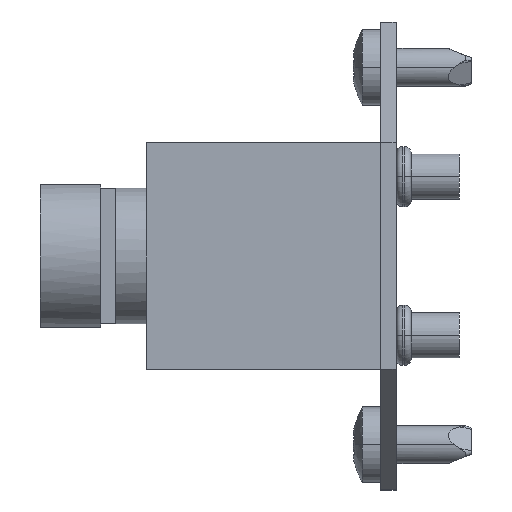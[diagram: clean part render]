
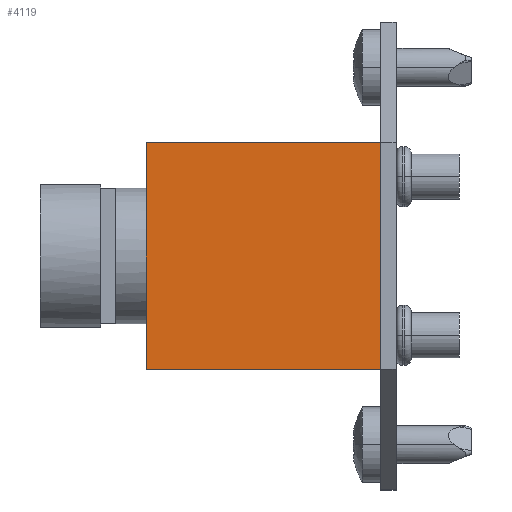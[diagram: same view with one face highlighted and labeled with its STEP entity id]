
A CAD part, left-side view. The second image highlights one B-rep face of the part: STEP entity #4119.
In plain terms, the highlighted planar face has unit normal (-1, 0, 0).
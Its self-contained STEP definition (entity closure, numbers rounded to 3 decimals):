
#49 = VECTOR ( 'NONE', #268, 1000. ) ;
#111 = LINE ( 'NONE', #4161, #2999 ) ;
#176 = CARTESIAN_POINT ( 'NONE',  ( -41.5, 31., 15. ) ) ;
#268 = DIRECTION ( 'NONE',  ( 0., 0., 1. ) ) ;
#402 = CARTESIAN_POINT ( 'NONE',  ( -41.5, 31., 15. ) ) ;
#449 = VERTEX_POINT ( 'NONE', #862 ) ;
#581 = VERTEX_POINT ( 'NONE', #2499 ) ;
#780 = LINE ( 'NONE', #176, #4052 ) ;
#862 = CARTESIAN_POINT ( 'NONE',  ( -41.5, 31., 15. ) ) ;
#891 = LINE ( 'NONE', #4244, #49 ) ;
#1130 = VECTOR ( 'NONE', #3349, 1000. ) ;
#1237 = EDGE_LOOP ( 'NONE', ( #1727, #3533, #4108, #4201 ) ) ;
#1689 = CARTESIAN_POINT ( 'NONE',  ( -41.5, 31., 15. ) ) ;
#1727 = ORIENTED_EDGE ( 'NONE', *, *, #2799, .T. ) ;
#2046 = CARTESIAN_POINT ( 'NONE',  ( -41.5, 31., -15. ) ) ;
#2175 = EDGE_CURVE ( 'NONE', #449, #581, #780, .T. ) ;
#2292 = AXIS2_PLACEMENT_3D ( 'NONE', #402, #2774, #2381 ) ;
#2381 = DIRECTION ( 'NONE',  ( 0., 0., -1. ) ) ;
#2499 = CARTESIAN_POINT ( 'NONE',  ( -41.5, 0., 15. ) ) ;
#2705 = EDGE_CURVE ( 'NONE', #4199, #449, #5013, .T. ) ;
#2711 = EDGE_CURVE ( 'NONE', #4199, #4500, #111, .T. ) ;
#2774 = DIRECTION ( 'NONE',  ( 1., 0., 0. ) ) ;
#2799 = EDGE_CURVE ( 'NONE', #4500, #581, #891, .T. ) ;
#2970 = DIRECTION ( 'NONE',  ( 0., -1., 0. ) ) ;
#2999 = VECTOR ( 'NONE', #4510, 1000. ) ;
#3349 = DIRECTION ( 'NONE',  ( 0., 0., 1. ) ) ;
#3533 = ORIENTED_EDGE ( 'NONE', *, *, #2175, .F. ) ;
#4052 = VECTOR ( 'NONE', #2970, 1000. ) ;
#4108 = ORIENTED_EDGE ( 'NONE', *, *, #2705, .F. ) ;
#4119 = ADVANCED_FACE ( 'NONE', ( #4471 ), #4778, .F. ) ;
#4161 = CARTESIAN_POINT ( 'NONE',  ( -41.5, 31., -15. ) ) ;
#4199 = VERTEX_POINT ( 'NONE', #2046 ) ;
#4201 = ORIENTED_EDGE ( 'NONE', *, *, #2711, .T. ) ;
#4244 = CARTESIAN_POINT ( 'NONE',  ( -41.5, 0., 15. ) ) ;
#4471 = FACE_OUTER_BOUND ( 'NONE', #1237, .T. ) ;
#4500 = VERTEX_POINT ( 'NONE', #5031 ) ;
#4510 = DIRECTION ( 'NONE',  ( 0., -1., 0. ) ) ;
#4778 = PLANE ( 'NONE',  #2292 ) ;
#5013 = LINE ( 'NONE', #1689, #1130 ) ;
#5031 = CARTESIAN_POINT ( 'NONE',  ( -41.5, 0., -15. ) ) ;
